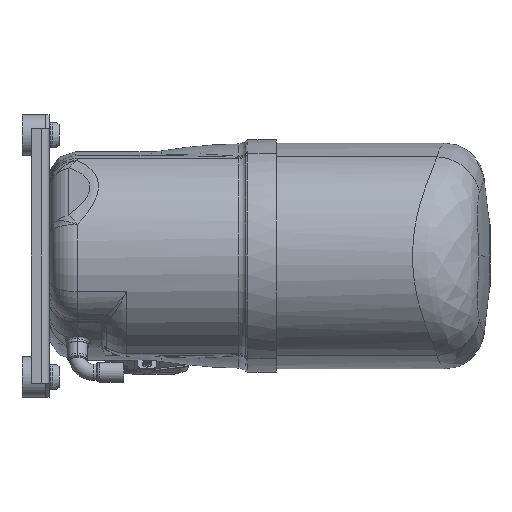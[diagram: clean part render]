
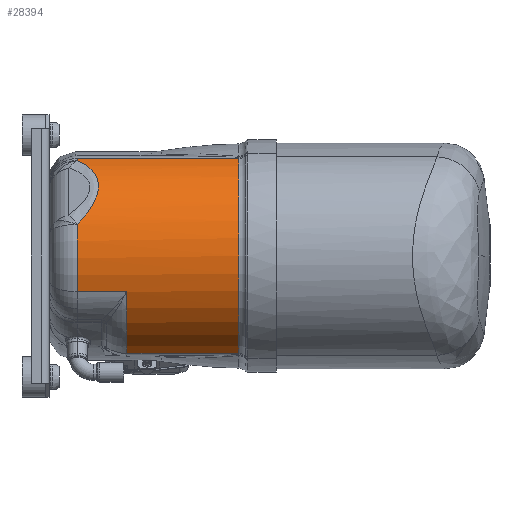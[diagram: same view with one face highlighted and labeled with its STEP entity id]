
A CAD part, left-side view. The second image highlights one B-rep face of the part: STEP entity #28394.
In plain terms, the highlighted cylindrical face has radius 82.042 mm (diameter 164.084 mm), a partial arc.
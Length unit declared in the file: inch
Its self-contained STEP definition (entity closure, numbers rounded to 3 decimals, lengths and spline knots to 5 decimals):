
#359 = EDGE_CURVE ( 'NONE', #1375, #27380, #13934, .T. ) ;
#1375 = VERTEX_POINT ( 'NONE', #16787 ) ;
#2368 = AXIS2_PLACEMENT_3D ( 'NONE', #10173, #31335, #13174 ) ;
#2495 = CARTESIAN_POINT ( 'NONE',  ( -4.53524, 4.62556, -1.10463 ) ) ;
#3612 = EDGE_CURVE ( 'NONE', #25170, #13699, #19673, .T. ) ;
#3763 = VECTOR ( 'NONE', #29159, 39.37008 ) ;
#3838 = CARTESIAN_POINT ( 'NONE',  ( -2.64649, 6.1575, 3.01968 ) ) ;
#5111 = CARTESIAN_POINT ( 'NONE',  ( -2.79528, 6.1575, 2.95891 ) ) ;
#5985 = VECTOR ( 'NONE', #19224, 39.37008 ) ;
#6146 = CIRCLE ( 'NONE', #17306, 3.23 ) ;
#7750 = CARTESIAN_POINT ( 'NONE',  ( -4.5779, 6.15745, 0.9795 ) ) ;
#7801 = VERTEX_POINT ( 'NONE', #2495 ) ;
#8146 = CARTESIAN_POINT ( 'NONE',  ( -2.79586, 6.15745, 2.95866 ) ) ;
#8427 = CARTESIAN_POINT ( 'NONE',  ( -4.57781, 6.15737, 0.97978 ) ) ;
#8557 = ORIENTED_EDGE ( 'NONE', *, *, #18216, .T. ) ;
#8900 = CARTESIAN_POINT ( 'NONE',  ( -4.57815, 6.1575, 0.97873 ) ) ;
#9041 = VECTOR ( 'NONE', #18742, 39.37008 ) ;
#10173 = CARTESIAN_POINT ( 'NONE',  ( -1.5, 4.62556, 0. ) ) ;
#10735 = CARTESIAN_POINT ( 'NONE',  ( -4.57809, 6.1575, 0.9789 ) ) ;
#11574 = CARTESIAN_POINT ( 'NONE',  ( -1.5, -10.08922, 0. ) ) ;
#11607 = AXIS2_PLACEMENT_3D ( 'NONE', #11574, #20578, #23661 ) ;
#11701 = DIRECTION ( 'NONE',  ( 0., -1., 0. ) ) ;
#11808 = ORIENTED_EDGE ( 'NONE', *, *, #12910, .T. ) ;
#12130 = VERTEX_POINT ( 'NONE', #19409 ) ;
#12211 = VERTEX_POINT ( 'NONE', #28762 ) ;
#12608 = CARTESIAN_POINT ( 'NONE',  ( -4.57781, 6.15737, 0.97978 ) ) ;
#12910 = EDGE_CURVE ( 'NONE', #16706, #25170, #30611, .T. ) ;
#13174 = DIRECTION ( 'NONE',  ( 0., 0., 1. ) ) ;
#13345 = CARTESIAN_POINT ( 'NONE',  ( -1.5, 1.15695, 0. ) ) ;
#13699 = VERTEX_POINT ( 'NONE', #8900 ) ;
#13743 = CARTESIAN_POINT ( 'NONE',  ( -4.57813, 6.1575, 0.97879 ) ) ;
#13934 = LINE ( 'NONE', #37323, #5985 ) ;
#14303 = CIRCLE ( 'NONE', #2368, 3.23 ) ;
#15341 = FACE_OUTER_BOUND ( 'NONE', #24676, .T. ) ;
#15934 = ORIENTED_EDGE ( 'NONE', *, *, #3612, .T. ) ;
#15978 = DIRECTION ( 'NONE',  ( 0., -1., 0. ) ) ;
#16267 = VERTEX_POINT ( 'NONE', #23340 ) ;
#16392 = DIRECTION ( 'NONE',  ( 0., 0., 1. ) ) ;
#16706 = VERTEX_POINT ( 'NONE', #29036 ) ;
#16787 = CARTESIAN_POINT ( 'NONE',  ( -2.64649, 1.15695, -3.01968 ) ) ;
#17306 = AXIS2_PLACEMENT_3D ( 'NONE', #13345, #34515, #16392 ) ;
#18202 = EDGE_CURVE ( 'NONE', #16267, #7801, #33924, .T. ) ;
#18216 = EDGE_CURVE ( 'NONE', #12130, #16706, #39020, .T. ) ;
#18742 = DIRECTION ( 'NONE',  ( 0., 1., 0. ) ) ;
#19224 = DIRECTION ( 'NONE',  ( 0., 1., 0. ) ) ;
#19409 = CARTESIAN_POINT ( 'NONE',  ( -2.79513, 6.1575, 2.95898 ) ) ;
#19673 = B_SPLINE_CURVE_WITH_KNOTS ( 'NONE', 3,
 ( #28916, #7750, #22781, #10735, #31894, #13743, #34900 ),
 .UNSPECIFIED., .F., .F.,
 ( 4, 3, 4 ),
 ( 0., 0.00002, 0.00003 ),
 .UNSPECIFIED. ) ;
#20578 = DIRECTION ( 'NONE',  ( 0., 1., 0. ) ) ;
#20579 = CYLINDRICAL_SURFACE ( 'NONE', #11607, 3.23 ) ;
#21718 = ORIENTED_EDGE ( 'NONE', *, *, #33439, .T. ) ;
#22011 = ORIENTED_EDGE ( 'NONE', *, *, #18202, .T. ) ;
#22223 = CARTESIAN_POINT ( 'NONE',  ( -2.64649, -10.08922, 3.01968 ) ) ;
#22387 = ORIENTED_EDGE ( 'NONE', *, *, #29190, .T. ) ;
#22781 = CARTESIAN_POINT ( 'NONE',  ( -4.578, 6.15749, 0.9792 ) ) ;
#23190 = CARTESIAN_POINT ( 'NONE',  ( -2.79523, 6.1575, 2.95893 ) ) ;
#23340 = CARTESIAN_POINT ( 'NONE',  ( -4.53524, 6.1575, -1.10463 ) ) ;
#23401 = EDGE_CURVE ( 'NONE', #1375, #12211, #6146, .T. ) ;
#23661 = DIRECTION ( 'NONE',  ( 0., 0., 1. ) ) ;
#24330 = AXIS2_PLACEMENT_3D ( 'NONE', #34074, #15978, #37103 ) ;
#24676 = EDGE_LOOP ( 'NONE', ( #28634, #30231, #21718, #22387, #8557, #11808, #15934, #34808, #22011, #29668 ) ) ;
#24704 = CARTESIAN_POINT ( 'NONE',  ( -3.66031, 5.27548, 2.57994 ) ) ;
#25170 = VERTEX_POINT ( 'NONE', #8427 ) ;
#26123 = CARTESIAN_POINT ( 'NONE',  ( -4.53524, 5.39153, -1.10463 ) ) ;
#26245 = CARTESIAN_POINT ( 'NONE',  ( -2.79557, 6.15749, 2.95878 ) ) ;
#27380 = VERTEX_POINT ( 'NONE', #39089 ) ;
#28394 = ADVANCED_FACE ( 'NONE', ( #15341 ), #20579, .T. ) ;
#28595 = VERTEX_POINT ( 'NONE', #3838 ) ;
#28634 = ORIENTED_EDGE ( 'NONE', *, *, #359, .F. ) ;
#28762 = CARTESIAN_POINT ( 'NONE',  ( -2.64649, 1.15695, 3.01968 ) ) ;
#28916 = CARTESIAN_POINT ( 'NONE',  ( -4.57781, 6.15737, 0.97978 ) ) ;
#29036 = CARTESIAN_POINT ( 'NONE',  ( -2.79614, 6.15737, 2.95854 ) ) ;
#29159 = DIRECTION ( 'NONE',  ( 0., -1., 0. ) ) ;
#29190 = EDGE_CURVE ( 'NONE', #28595, #12130, #35644, .T. ) ;
#29305 = CARTESIAN_POINT ( 'NONE',  ( -2.79614, 6.15737, 2.95854 ) ) ;
#29668 = ORIENTED_EDGE ( 'NONE', *, *, #30426, .T. ) ;
#29867 = CARTESIAN_POINT ( 'NONE',  ( -1.5, 6.1575, 0. ) ) ;
#30231 = ORIENTED_EDGE ( 'NONE', *, *, #23401, .T. ) ;
#30426 = EDGE_CURVE ( 'NONE', #7801, #27380, #14303, .T. ) ;
#30534 = CARTESIAN_POINT ( 'NONE',  ( -2.79614, 6.15737, 2.95854 ) ) ;
#30611 =( BOUNDED_CURVE ( )  B_SPLINE_CURVE ( 3, ( #30534, #24704, #30788, #12608 ),
 .UNSPECIFIED., .F., .T. ) 
 B_SPLINE_CURVE_WITH_KNOTS ( ( 4, 4 ),
 ( 2.71675, 3.56644 ),
 .UNSPECIFIED. ) 
 CURVE ( )  GEOMETRIC_REPRESENTATION_ITEM ( )  RATIONAL_B_SPLINE_CURVE ( ( 1., 0.941, 0.941, 1. ) ) 
 REPRESENTATION_ITEM ( '' )  );
#30788 = CARTESIAN_POINT ( 'NONE',  ( -4.29162, 5.27548, 1.8788 ) ) ;
#31335 = DIRECTION ( 'NONE',  ( 0., -1., 0. ) ) ;
#31894 = CARTESIAN_POINT ( 'NONE',  ( -4.57811, 6.1575, 0.97884 ) ) ;
#32104 = AXIS2_PLACEMENT_3D ( 'NONE', #29867, #11701, #32840 ) ;
#32219 = LINE ( 'NONE', #22223, #9041 ) ;
#32840 = DIRECTION ( 'NONE',  ( 0., 0., 1. ) ) ;
#33439 = EDGE_CURVE ( 'NONE', #12211, #28595, #32219, .T. ) ;
#33924 = LINE ( 'NONE', #26123, #3763 ) ;
#34074 = CARTESIAN_POINT ( 'NONE',  ( -1.5, 6.1575, 0. ) ) ;
#34515 = DIRECTION ( 'NONE',  ( 0., 1., 0. ) ) ;
#34808 = ORIENTED_EDGE ( 'NONE', *, *, #37930, .T. ) ;
#34900 = CARTESIAN_POINT ( 'NONE',  ( -4.57815, 6.1575, 0.97873 ) ) ;
#35157 = CARTESIAN_POINT ( 'NONE',  ( -2.79513, 6.1575, 2.95898 ) ) ;
#35644 = CIRCLE ( 'NONE', #24330, 3.23 ) ;
#37103 = DIRECTION ( 'NONE',  ( 0., 0., 1. ) ) ;
#37323 = CARTESIAN_POINT ( 'NONE',  ( -2.64649, -10.08922, -3.01968 ) ) ;
#37930 = EDGE_CURVE ( 'NONE', #13699, #16267, #38425, .T. ) ;
#38167 = CARTESIAN_POINT ( 'NONE',  ( -2.79518, 6.1575, 2.95895 ) ) ;
#38425 = CIRCLE ( 'NONE', #32104, 3.23 ) ;
#39020 = B_SPLINE_CURVE_WITH_KNOTS ( 'NONE', 3,
 ( #35157, #38167, #23190, #5111, #26245, #8146, #29305 ),
 .UNSPECIFIED., .F., .F.,
 ( 4, 3, 4 ),
 ( 0., 0., 0.00003 ),
 .UNSPECIFIED. ) ;
#39089 = CARTESIAN_POINT ( 'NONE',  ( -2.64649, 4.62556, -3.01968 ) ) ;
